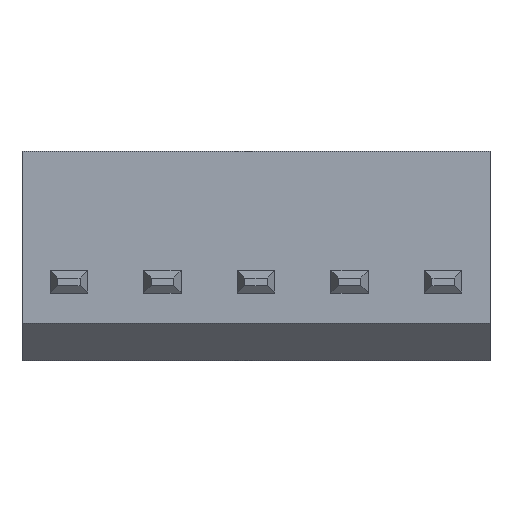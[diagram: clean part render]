
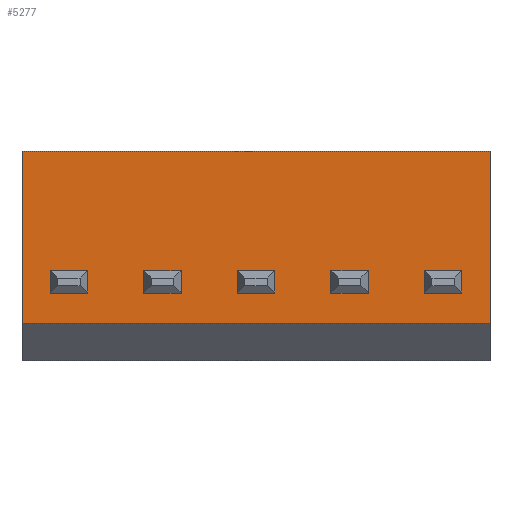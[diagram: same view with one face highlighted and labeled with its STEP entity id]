
A CAD part, top view. The second image highlights one B-rep face of the part: STEP entity #5277.
In plain terms, the highlighted planar face has unit normal (0, 0, 1).
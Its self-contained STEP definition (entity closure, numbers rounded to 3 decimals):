
#5277 = ADVANCED_FACE('',(#5278),#5292,.T.);
#5278 = FACE_BOUND('',#5279,.T.);
#5279 = EDGE_LOOP('',(#5280,#5315,#5343,#5371));
#5280 = ORIENTED_EDGE('',*,*,#5281,.T.);
#5281 = EDGE_CURVE('',#5282,#5284,#5286,.T.);
#5282 = VERTEX_POINT('',#5283);
#5283 = CARTESIAN_POINT('',(-1.25,-1.1,3.2));
#5284 = VERTEX_POINT('',#5285);
#5285 = CARTESIAN_POINT('',(11.25,-1.1,3.2));
#5286 = SURFACE_CURVE('',#5287,(#5291,#5303),.PCURVE_S1.);
#5287 = LINE('',#5288,#5289);
#5288 = CARTESIAN_POINT('',(-1.25,-1.1,3.2));
#5289 = VECTOR('',#5290,1.);
#5290 = DIRECTION('',(1.,0.,0.));
#5291 = PCURVE('',#5292,#5297);
#5292 = PLANE('',#5293);
#5293 = AXIS2_PLACEMENT_3D('',#5294,#5295,#5296);
#5294 = CARTESIAN_POINT('',(-1.25,-1.1,3.2));
#5295 = DIRECTION('',(0.,0.,1.));
#5296 = DIRECTION('',(0.,1.,0.));
#5297 = DEFINITIONAL_REPRESENTATION('',(#5298),#5302);
#5298 = LINE('',#5299,#5300);
#5299 = CARTESIAN_POINT('',(0.,0.));
#5300 = VECTOR('',#5301,1.);
#5301 = DIRECTION('',(0.,-1.));
#5302 = ( GEOMETRIC_REPRESENTATION_CONTEXT(2) 
PARAMETRIC_REPRESENTATION_CONTEXT() REPRESENTATION_CONTEXT('2D SPACE',''
  ) );
#5303 = PCURVE('',#5304,#5309);
#5304 = PLANE('',#5305);
#5305 = AXIS2_PLACEMENT_3D('',#5306,#5307,#5308);
#5306 = CARTESIAN_POINT('',(-1.25,-1.1,3.2));
#5307 = DIRECTION('',(0.,0.707,-0.707));
#5308 = DIRECTION('',(0.,-0.707,-0.707));
#5309 = DEFINITIONAL_REPRESENTATION('',(#5310),#5314);
#5310 = LINE('',#5311,#5312);
#5311 = CARTESIAN_POINT('',(0.,0.));
#5312 = VECTOR('',#5313,1.);
#5313 = DIRECTION('',(0.,-1.));
#5314 = ( GEOMETRIC_REPRESENTATION_CONTEXT(2) 
PARAMETRIC_REPRESENTATION_CONTEXT() REPRESENTATION_CONTEXT('2D SPACE',''
  ) );
#5315 = ORIENTED_EDGE('',*,*,#5316,.T.);
#5316 = EDGE_CURVE('',#5284,#5317,#5319,.T.);
#5317 = VERTEX_POINT('',#5318);
#5318 = CARTESIAN_POINT('',(11.25,3.5,3.2));
#5319 = SURFACE_CURVE('',#5320,(#5324,#5331),.PCURVE_S1.);
#5320 = LINE('',#5321,#5322);
#5321 = CARTESIAN_POINT('',(11.25,-1.1,3.2));
#5322 = VECTOR('',#5323,1.);
#5323 = DIRECTION('',(0.,1.,0.));
#5324 = PCURVE('',#5292,#5325);
#5325 = DEFINITIONAL_REPRESENTATION('',(#5326),#5330);
#5326 = LINE('',#5327,#5328);
#5327 = CARTESIAN_POINT('',(0.,-12.5));
#5328 = VECTOR('',#5329,1.);
#5329 = DIRECTION('',(1.,0.));
#5330 = ( GEOMETRIC_REPRESENTATION_CONTEXT(2) 
PARAMETRIC_REPRESENTATION_CONTEXT() REPRESENTATION_CONTEXT('2D SPACE',''
  ) );
#5331 = PCURVE('',#5332,#5337);
#5332 = PLANE('',#5333);
#5333 = AXIS2_PLACEMENT_3D('',#5334,#5335,#5336);
#5334 = CARTESIAN_POINT('',(11.25,0.951,1.622));
#5335 = DIRECTION('',(1.,0.,0.));
#5336 = DIRECTION('',(0.,0.,1.));
#5337 = DEFINITIONAL_REPRESENTATION('',(#5338),#5342);
#5338 = LINE('',#5339,#5340);
#5339 = CARTESIAN_POINT('',(1.578,2.051));
#5340 = VECTOR('',#5341,1.);
#5341 = DIRECTION('',(0.,-1.));
#5342 = ( GEOMETRIC_REPRESENTATION_CONTEXT(2) 
PARAMETRIC_REPRESENTATION_CONTEXT() REPRESENTATION_CONTEXT('2D SPACE',''
  ) );
#5343 = ORIENTED_EDGE('',*,*,#5344,.F.);
#5344 = EDGE_CURVE('',#5345,#5317,#5347,.T.);
#5345 = VERTEX_POINT('',#5346);
#5346 = CARTESIAN_POINT('',(-1.25,3.5,3.2));
#5347 = SURFACE_CURVE('',#5348,(#5352,#5359),.PCURVE_S1.);
#5348 = LINE('',#5349,#5350);
#5349 = CARTESIAN_POINT('',(-1.25,3.5,3.2));
#5350 = VECTOR('',#5351,1.);
#5351 = DIRECTION('',(1.,0.,0.));
#5352 = PCURVE('',#5292,#5353);
#5353 = DEFINITIONAL_REPRESENTATION('',(#5354),#5358);
#5354 = LINE('',#5355,#5356);
#5355 = CARTESIAN_POINT('',(4.6,0.));
#5356 = VECTOR('',#5357,1.);
#5357 = DIRECTION('',(0.,-1.));
#5358 = ( GEOMETRIC_REPRESENTATION_CONTEXT(2) 
PARAMETRIC_REPRESENTATION_CONTEXT() REPRESENTATION_CONTEXT('2D SPACE',''
  ) );
#5359 = PCURVE('',#5360,#5365);
#5360 = PLANE('',#5361);
#5361 = AXIS2_PLACEMENT_3D('',#5362,#5363,#5364);
#5362 = CARTESIAN_POINT('',(-1.25,3.5,3.2));
#5363 = DIRECTION('',(0.,1.,0.));
#5364 = DIRECTION('',(0.,0.,-1.));
#5365 = DEFINITIONAL_REPRESENTATION('',(#5366),#5370);
#5366 = LINE('',#5367,#5368);
#5367 = CARTESIAN_POINT('',(0.,0.));
#5368 = VECTOR('',#5369,1.);
#5369 = DIRECTION('',(0.,-1.));
#5370 = ( GEOMETRIC_REPRESENTATION_CONTEXT(2) 
PARAMETRIC_REPRESENTATION_CONTEXT() REPRESENTATION_CONTEXT('2D SPACE',''
  ) );
#5371 = ORIENTED_EDGE('',*,*,#5372,.F.);
#5372 = EDGE_CURVE('',#5282,#5345,#5373,.T.);
#5373 = SURFACE_CURVE('',#5374,(#5378,#5385),.PCURVE_S1.);
#5374 = LINE('',#5375,#5376);
#5375 = CARTESIAN_POINT('',(-1.25,-1.1,3.2));
#5376 = VECTOR('',#5377,1.);
#5377 = DIRECTION('',(0.,1.,0.));
#5378 = PCURVE('',#5292,#5379);
#5379 = DEFINITIONAL_REPRESENTATION('',(#5380),#5384);
#5380 = LINE('',#5381,#5382);
#5381 = CARTESIAN_POINT('',(0.,0.));
#5382 = VECTOR('',#5383,1.);
#5383 = DIRECTION('',(1.,0.));
#5384 = ( GEOMETRIC_REPRESENTATION_CONTEXT(2) 
PARAMETRIC_REPRESENTATION_CONTEXT() REPRESENTATION_CONTEXT('2D SPACE',''
  ) );
#5385 = PCURVE('',#5386,#5391);
#5386 = PLANE('',#5387);
#5387 = AXIS2_PLACEMENT_3D('',#5388,#5389,#5390);
#5388 = CARTESIAN_POINT('',(-1.25,0.951,1.622));
#5389 = DIRECTION('',(1.,0.,0.));
#5390 = DIRECTION('',(0.,0.,1.));
#5391 = DEFINITIONAL_REPRESENTATION('',(#5392),#5396);
#5392 = LINE('',#5393,#5394);
#5393 = CARTESIAN_POINT('',(1.578,2.051));
#5394 = VECTOR('',#5395,1.);
#5395 = DIRECTION('',(0.,-1.));
#5396 = ( GEOMETRIC_REPRESENTATION_CONTEXT(2) 
PARAMETRIC_REPRESENTATION_CONTEXT() REPRESENTATION_CONTEXT('2D SPACE',''
  ) );
